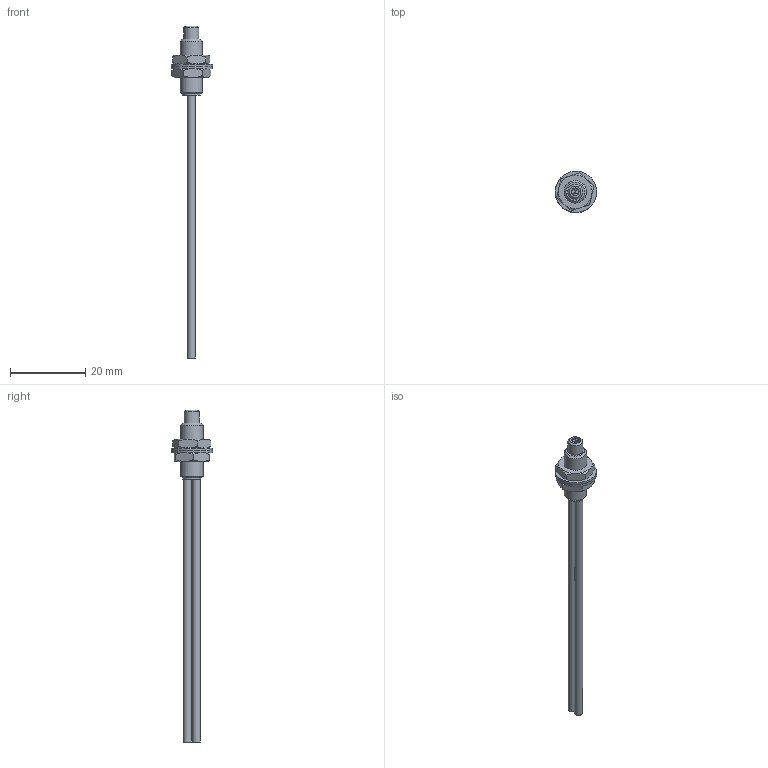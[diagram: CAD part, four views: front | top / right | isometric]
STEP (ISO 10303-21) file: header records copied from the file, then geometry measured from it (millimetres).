
FILE_DESCRIPTION(/* description */ (''),/* implementation_level */ '2;1');
FILE_NAME(/* name */ 'GPF-D030.stp',/* time_stamp */ '2018-12-14T16:51:14+09:00',/* author */ ('user'),/* organization */ (''),/* preprocessor_version */ 'ST-DEVELOPER v17',/* originating_system */ 'Autodesk Inventor 2018',/* authorisation */ '');
FILE_SCHEMA (('AUTOMOTIVE_DESIGN { 1 0 10303 214 3 1 1 }'));
Length unit declared in the file: millimetre
Products named in the file (4): GPF-D030; GPF-D011; M6_NUT; M6_WASHER
Assembly tree (5 placements, depth 2):
  GPF-D030
    GPF-D011
    M6_NUT  x2
    M6_WASHER  x2
Bounding box: 11.01 x 11.09 x 88.5 mm (x, y, z)
Volume: 1267 mm3; surface area: 2058.7 mm2
Topology: 5 solids, 5 shells, 54 faces, 105 edges, 63 vertices
Faces by surface type: plane 30, cylinder 17, cone 7
Full cylindrical faces by diameter (mm): 2.2 x2, 4 x1, 4.7 x1, 6 x5, 11 x2
Entity records: 1139 total; most frequent: DIRECTION 191, CARTESIAN_POINT 185, ORIENTED_EDGE 144, AXIS2_PLACEMENT_3D 83, EDGE_CURVE 72, EDGE_LOOP 48, VERTEX_POINT 41, FACE_OUTER_BOUND 39
